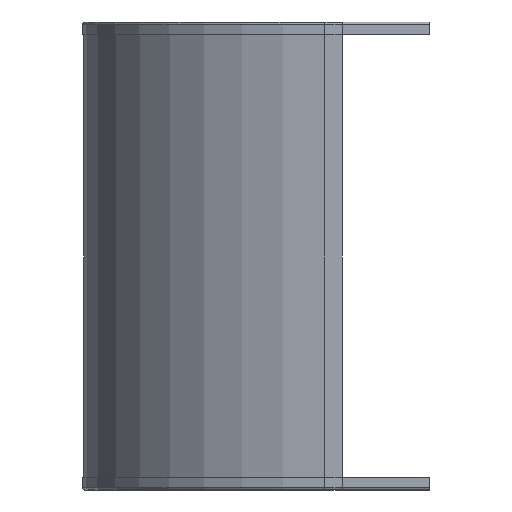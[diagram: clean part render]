
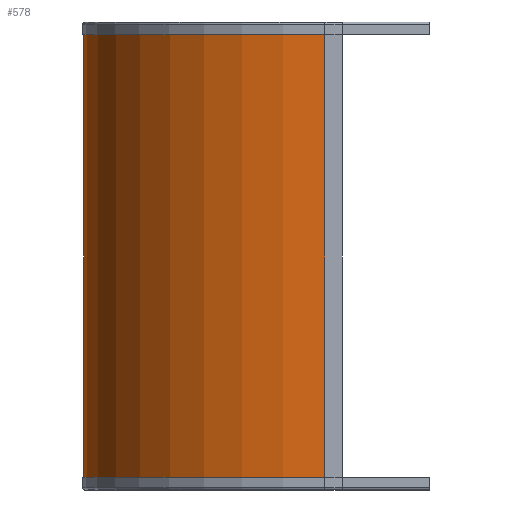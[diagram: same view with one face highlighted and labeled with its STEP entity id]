
A CAD part, front view. The second image highlights one B-rep face of the part: STEP entity #578.
In plain terms, the highlighted cylindrical face has radius 207.75 mm (diameter 415.5 mm), a partial arc.
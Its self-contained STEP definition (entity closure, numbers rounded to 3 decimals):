
#69 = CARTESIAN_POINT ( 'NONE',  ( 0., -15., 200.75 ) ) ;
#88 = ORIENTED_EDGE ( 'NONE', *, *, #488, .F. ) ;
#93 = DIRECTION ( 'NONE',  ( 0., 0., -1. ) ) ;
#95 = CARTESIAN_POINT ( 'NONE',  ( 207.75, -15., 200.75 ) ) ;
#107 = EDGE_CURVE ( 'NONE', #1209, #1153, #819, .T. ) ;
#128 = CARTESIAN_POINT ( 'NONE',  ( 0., -15., -200.75 ) ) ;
#183 = ORIENTED_EDGE ( 'NONE', *, *, #107, .T. ) ;
#211 = DIRECTION ( 'NONE',  ( 0., 0., 1. ) ) ;
#488 = EDGE_CURVE ( 'NONE', #865, #1153, #945, .T. ) ;
#578 = ADVANCED_FACE ( 'NONE', ( #720 ), #982, .T. ) ;
#618 = EDGE_LOOP ( 'NONE', ( #183, #88, #1280, #653 ) ) ;
#653 = ORIENTED_EDGE ( 'NONE', *, *, #1405, .T. ) ;
#662 = LINE ( 'NONE', #986, #862 ) ;
#688 = CARTESIAN_POINT ( 'NONE',  ( 207.75, -15., 200.75 ) ) ;
#701 = DIRECTION ( 'NONE',  ( 0., 0., -1. ) ) ;
#720 = FACE_OUTER_BOUND ( 'NONE', #618, .T. ) ;
#722 = EDGE_CURVE ( 'NONE', #1023, #865, #1037, .T. ) ;
#800 = DIRECTION ( 'NONE',  ( 1., 0., 0. ) ) ;
#819 = CIRCLE ( 'NONE', #1017, 207.75 ) ;
#862 = VECTOR ( 'NONE', #93, 1000. ) ;
#865 = VERTEX_POINT ( 'NONE', #893 ) ;
#893 = CARTESIAN_POINT ( 'NONE',  ( 207.75, -222.75, 200.75 ) ) ;
#928 = CARTESIAN_POINT ( 'NONE',  ( 207.75, -15., -200.75 ) ) ;
#945 = LINE ( 'NONE', #1009, #1143 ) ;
#982 = CYLINDRICAL_SURFACE ( 'NONE', #1106, 207.75 ) ;
#986 = CARTESIAN_POINT ( 'NONE',  ( 0., -15., 200.75 ) ) ;
#990 = AXIS2_PLACEMENT_3D ( 'NONE', #688, #1528, #800 ) ;
#1009 = CARTESIAN_POINT ( 'NONE',  ( 207.75, -222.75, 200.75 ) ) ;
#1017 = AXIS2_PLACEMENT_3D ( 'NONE', #928, #211, #1041 ) ;
#1023 = VERTEX_POINT ( 'NONE', #69 ) ;
#1037 = CIRCLE ( 'NONE', #990, 207.75 ) ;
#1041 = DIRECTION ( 'NONE',  ( 1., 0., 0. ) ) ;
#1106 = AXIS2_PLACEMENT_3D ( 'NONE', #95, #701, #1543 ) ;
#1143 = VECTOR ( 'NONE', #1259, 1000. ) ;
#1153 = VERTEX_POINT ( 'NONE', #1501 ) ;
#1209 = VERTEX_POINT ( 'NONE', #128 ) ;
#1259 = DIRECTION ( 'NONE',  ( 0., 0., -1. ) ) ;
#1280 = ORIENTED_EDGE ( 'NONE', *, *, #722, .F. ) ;
#1405 = EDGE_CURVE ( 'NONE', #1023, #1209, #662, .T. ) ;
#1501 = CARTESIAN_POINT ( 'NONE',  ( 207.75, -222.75, -200.75 ) ) ;
#1528 = DIRECTION ( 'NONE',  ( 0., 0., 1. ) ) ;
#1543 = DIRECTION ( 'NONE',  ( -1., 0., 0. ) ) ;
